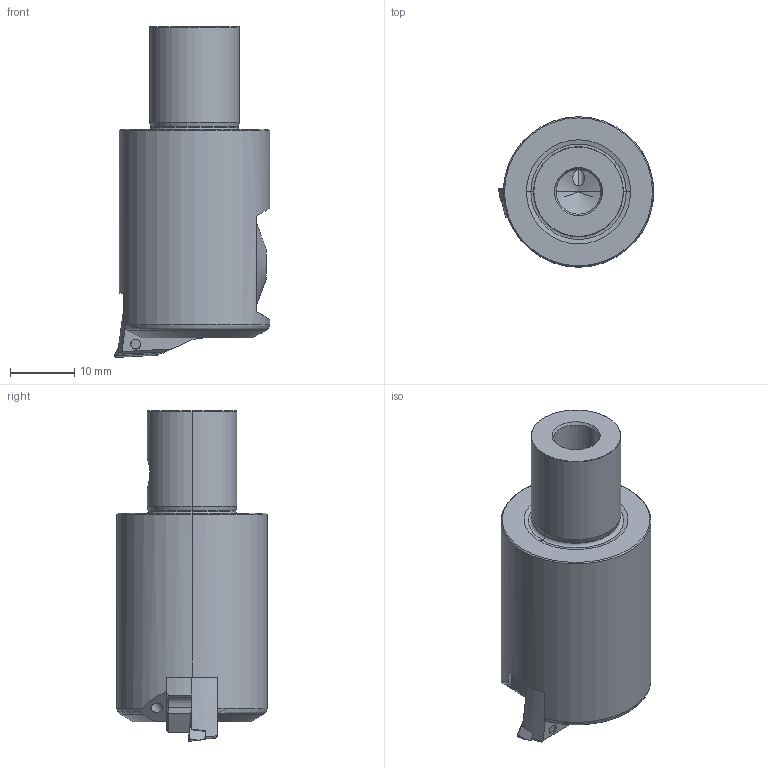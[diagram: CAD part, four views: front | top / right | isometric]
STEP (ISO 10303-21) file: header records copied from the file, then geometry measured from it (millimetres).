
FILE_DESCRIPTION(('no description'),'unknown implementation level');
FILE_NAME('D0646856-7354-425A-95FF-CC317C152710_export.stp',' ',('CIMSOURCE GmbH'),('CADClick - KiM GmbH - www.kimweb.de'),'unknown preprocess','ACIS','unknown authorization');
FILE_SCHEMA(('automotive_design'));
Length unit declared in the file: millimetre
Products named in the file (7): 309.201 Kaiser EWB 25 UP x CK2|690.182 Kaiser ETL M2.5x5.3;Schnitt-Rotation1; 309.201 Kaiser EWB 25 UP x CK2|309.230 Kaiser Werkzeugk�rper EWB 25 UP;<N142.11 CK2 Zapfen>-<Aussenfase>; 309.201 Kaiser EWB 25 UP x CK2|627.121 Kaiser WPH EWB 25 UP|651.735 Kaiser TPGT 070203 K10C;Kombinieren1; 309.201 Kaiser EWB 25 UP x CK2|627.121 Kaiser WPH EWB 25 UP|694.102 Kaiser ETL M2x4.3 T6 IP 10S;Kreismuster1; 309.201 Kaiser EWB 25 UP x CK2|627.121 Kaiser WPH EWB 25 UP|627.121 Kaiser WPH EWB 25 UP-2;Schnitt-Linear austragen27; 309.201 Kaiser EWB 25 UP x CK2|627.121 Kaiser WPH EWB 25 UP|627.121 Kaiser WPH EWB 25 UP-1;<N016.01 (TP 0702) PLS rechts Freistellung neutral>-<<0640.020>-<Schnitt-Linear austragen1>>; 309.201 Kaiser EWB 25 UP x CK2|627.121 Kaiser WPH EWB 25 UP|627.121 Kaiser WPH EWB 25 UP;<N016.01 (TP 0702) PLS rechts Freistellung neutral>-<<651.632>-<Kombinieren1>>
Bounding box: 24.18 x 23.4 x 51.52 mm (x, y, z)
Volume: 15203.3 mm3; surface area: 6039.6 mm2
Topology: 7 solids, 7 shells, 379 faces, 979 edges, 608 vertices
Faces by surface type: plane 166, cylinder 82, cone 65, bspline 46, torus 20
Entity records: 25416 total; most frequent: CARTESIAN_POINT 5485, STYLED_ITEM 1952, PRESENTATION_STYLE_ASSIGNMENT 1952, COLOUR_RGB 1952, ORIENTED_EDGE 1916, DIRECTION 1758, EDGE_CURVE 958, CURVE_STYLE 958
